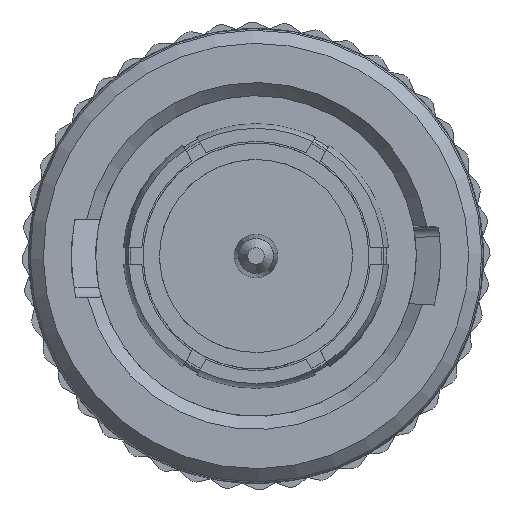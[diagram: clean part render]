
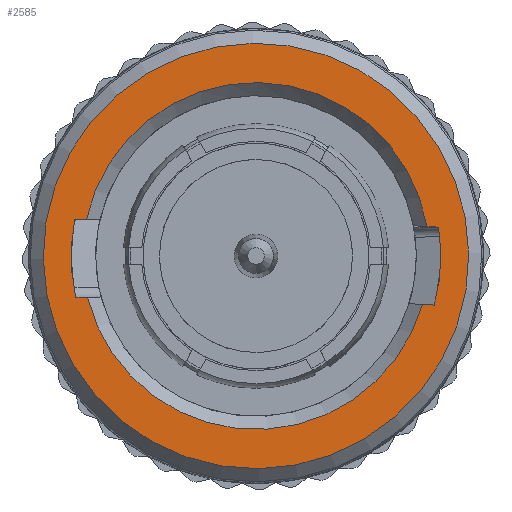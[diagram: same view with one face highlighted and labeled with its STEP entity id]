
A CAD part, left-side view. The second image highlights one B-rep face of the part: STEP entity #2585.
In plain terms, the highlighted planar face has unit normal (-1, 0, 0).
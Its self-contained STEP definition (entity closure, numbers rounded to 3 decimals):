
#721 = CARTESIAN_POINT ( 'NONE',  ( -1.08, 0., 0. ) ) ;
#722 = DIRECTION ( 'NONE',  ( -1., 0., 0. ) ) ;
#723 = DIRECTION ( 'NONE',  ( 0., 0.014, 1. ) ) ;
#1029 = CARTESIAN_POINT ( 'NONE',  ( -1.08, 0., 0. ) ) ;
#1030 = DIRECTION ( 'NONE',  ( -1., 0., 0. ) ) ;
#1031 = DIRECTION ( 'NONE',  ( 0., 0.014, 1. ) ) ;
#1034 = CARTESIAN_POINT ( 'NONE',  ( -1.08, 4.452, -1.253 ) ) ;
#1035 = DIRECTION ( 'NONE',  ( 0., 1., -0.014 ) ) ;
#1036 = CARTESIAN_POINT ( 'NONE',  ( -1.08, 0., 0. ) ) ;
#1037 = DIRECTION ( 'NONE',  ( -1., 0., 0. ) ) ;
#1038 = DIRECTION ( 'NONE',  ( 0., 0.014, 1. ) ) ;
#1039 = CARTESIAN_POINT ( 'NONE',  ( -1.08, 4.484, 1.131 ) ) ;
#1040 = DIRECTION ( 'NONE',  ( 0., 1., -0.014 ) ) ;
#1041 = CARTESIAN_POINT ( 'NONE',  ( -1.08, 0., 0. ) ) ;
#1042 = DIRECTION ( 'NONE',  ( -1., 0., 0. ) ) ;
#1043 = DIRECTION ( 'NONE',  ( 0., 0.014, 1. ) ) ;
#1044 = CARTESIAN_POINT ( 'NONE',  ( -1.08, -4.529, 0.94 ) ) ;
#1045 = DIRECTION ( 'NONE',  ( 0., -0.998, -0.056 ) ) ;
#1046 = CARTESIAN_POINT ( 'NONE',  ( -1.08, -4.395, -1.441 ) ) ;
#1047 = DIRECTION ( 'NONE',  ( 0., -0.998, -0.056 ) ) ;
#1557 = CARTESIAN_POINT ( 'NONE',  ( -1.08, 5.538, 1.117 ) ) ;
#1558 = CARTESIAN_POINT ( 'NONE',  ( -1.08, 5.506, -1.268 ) ) ;
#1578 = CARTESIAN_POINT ( 'NONE',  ( -1.08, -5.447, -1.501 ) ) ;
#1579 = CARTESIAN_POINT ( 'NONE',  ( -1.08, -5.581, 0.881 ) ) ;
#1580 = CARTESIAN_POINT ( 'NONE',  ( -1.08, 5.147, -1.263 ) ) ;
#1581 = CARTESIAN_POINT ( 'NONE',  ( -1.08, -5.089, -1.48 ) ) ;
#1582 = CARTESIAN_POINT ( 'NONE',  ( -1.08, 5.18, 1.122 ) ) ;
#1583 = CARTESIAN_POINT ( 'NONE',  ( -1.08, -5.223, 0.901 ) ) ;
#1915 = CARTESIAN_POINT ( 'NONE',  ( -1.08, 0.089, 6.499 ) ) ;
#2182 = CIRCLE ( 'NONE', #2184, 5.65 ) ;
#2184 = AXIS2_PLACEMENT_3D ( 'NONE', #4759, #4760, #4761 ) ;
#2229 = AXIS2_PLACEMENT_3D ( 'NONE', #7430, #7431, #7432 ) ;
#2543 = EDGE_CURVE ( 'NONE', #6589, #6590, #2182, .T. ) ;
#2585 = ADVANCED_FACE ( 'NONE', ( #7156, #7157 ), #7429, .T. ) ;
#3510 = CIRCLE ( 'NONE', #3516, 6.5 ) ;
#3516 = AXIS2_PLACEMENT_3D ( 'NONE', #721, #722, #723 ) ;
#3588 = CIRCLE ( 'NONE', #3593, 5.65 ) ;
#3593 = AXIS2_PLACEMENT_3D ( 'NONE', #1029, #1030, #1031 ) ;
#3595 = CIRCLE ( 'NONE', #3597, 5.3 ) ;
#3596 = VECTOR ( 'NONE', #1035, 1000. ) ;
#3597 = AXIS2_PLACEMENT_3D ( 'NONE', #1036, #1037, #1038 ) ;
#3598 = CIRCLE ( 'NONE', #3600, 5.3 ) ;
#3599 = VECTOR ( 'NONE', #1040, 1000. ) ;
#3600 = AXIS2_PLACEMENT_3D ( 'NONE', #1041, #1042, #1043 ) ;
#3601 = VECTOR ( 'NONE', #1045, 1000. ) ;
#3603 = VECTOR ( 'NONE', #1047, 1000. ) ;
#4759 = CARTESIAN_POINT ( 'NONE',  ( -1.08, 0., 0. ) ) ;
#4760 = DIRECTION ( 'NONE',  ( -1., 0., 0. ) ) ;
#4761 = DIRECTION ( 'NONE',  ( 0., 0.014, 1. ) ) ;
#4832 = EDGE_CURVE ( 'NONE', #8882, #8882, #3510, .T. ) ;
#4914 = EDGE_CURVE ( 'NONE', #6610, #6611, #3588, .T. ) ;
#4916 = EDGE_CURVE ( 'NONE', #6612, #6590, #8711, .T. ) ;
#4917 = EDGE_CURVE ( 'NONE', #6612, #6613, #3595, .T. ) ;
#4918 = EDGE_CURVE ( 'NONE', #6614, #6589, #8712, .T. ) ;
#4919 = EDGE_CURVE ( 'NONE', #6615, #6614, #3598, .T. ) ;
#4920 = EDGE_CURVE ( 'NONE', #6615, #6611, #8713, .T. ) ;
#4921 = EDGE_CURVE ( 'NONE', #6613, #6610, #8714, .T. ) ;
#6098 = EDGE_LOOP ( 'NONE', ( #6303, #6305, #6304, #6306, #6308, #6307, #6309, #6310 ) ) ;
#6099 = EDGE_LOOP ( 'NONE', ( #6302 ) ) ;
#6302 = ORIENTED_EDGE ( 'NONE', *, *, #4832, .T. ) ;
#6303 = ORIENTED_EDGE ( 'NONE', *, *, #4917, .F. ) ;
#6304 = ORIENTED_EDGE ( 'NONE', *, *, #2543, .F. ) ;
#6305 = ORIENTED_EDGE ( 'NONE', *, *, #4916, .T. ) ;
#6306 = ORIENTED_EDGE ( 'NONE', *, *, #4918, .F. ) ;
#6307 = ORIENTED_EDGE ( 'NONE', *, *, #4920, .T. ) ;
#6308 = ORIENTED_EDGE ( 'NONE', *, *, #4919, .F. ) ;
#6309 = ORIENTED_EDGE ( 'NONE', *, *, #4914, .F. ) ;
#6310 = ORIENTED_EDGE ( 'NONE', *, *, #4921, .F. ) ;
#6589 = VERTEX_POINT ( 'NONE', #1557 ) ;
#6590 = VERTEX_POINT ( 'NONE', #1558 ) ;
#6610 = VERTEX_POINT ( 'NONE', #1578 ) ;
#6611 = VERTEX_POINT ( 'NONE', #1579 ) ;
#6612 = VERTEX_POINT ( 'NONE', #1580 ) ;
#6613 = VERTEX_POINT ( 'NONE', #1581 ) ;
#6614 = VERTEX_POINT ( 'NONE', #1582 ) ;
#6615 = VERTEX_POINT ( 'NONE', #1583 ) ;
#7156 = FACE_OUTER_BOUND ( 'NONE', #6099, .T. ) ;
#7157 = FACE_BOUND ( 'NONE', #6098, .T. ) ;
#7429 = PLANE ( 'NONE',  #2229 ) ;
#7430 = CARTESIAN_POINT ( 'NONE',  ( -1.08, 5.3, -0.072 ) ) ;
#7431 = DIRECTION ( 'NONE',  ( -1., 0., 0. ) ) ;
#7432 = DIRECTION ( 'NONE',  ( 0., 0.014, 1. ) ) ;
#8711 = LINE ( 'NONE', #1034, #3596 ) ;
#8712 = LINE ( 'NONE', #1039, #3599 ) ;
#8713 = LINE ( 'NONE', #1044, #3601 ) ;
#8714 = LINE ( 'NONE', #1046, #3603 ) ;
#8882 = VERTEX_POINT ( 'NONE', #1915 ) ;
